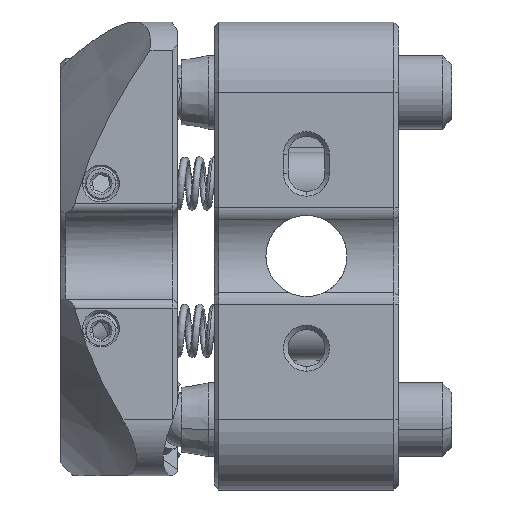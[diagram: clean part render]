
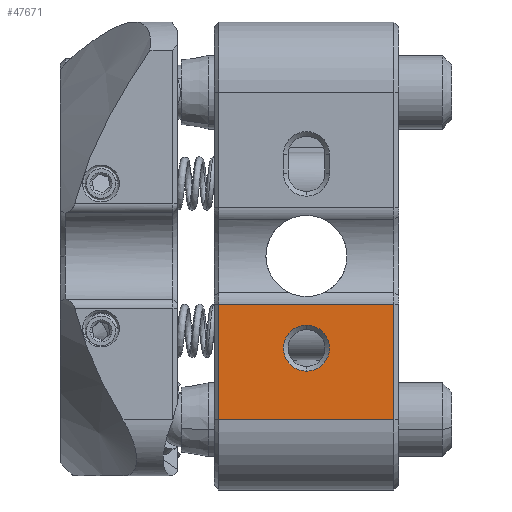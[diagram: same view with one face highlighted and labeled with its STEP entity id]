
A CAD part, front view. The second image highlights one B-rep face of the part: STEP entity #47671.
In plain terms, the highlighted planar face has unit normal (0, -1, 0).
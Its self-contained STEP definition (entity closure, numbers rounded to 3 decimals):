
#2074 = LINE ( 'NONE', #65929, #3178 ) ;
#3178 = VECTOR ( 'NONE', #72674, 1000. ) ;
#4577 = CARTESIAN_POINT ( 'NONE',  ( -4.75, -12.7, -8.89 ) ) ;
#4803 = VERTEX_POINT ( 'NONE', #90997 ) ;
#5648 = EDGE_CURVE ( 'NONE', #63608, #62878, #81534, .T. ) ;
#7880 = PLANE ( 'NONE',  #66143 ) ;
#10331 = EDGE_CURVE ( 'NONE', #91438, #63608, #2074, .T. ) ;
#13996 = VECTOR ( 'NONE', #69841, 1000. ) ;
#14566 = EDGE_LOOP ( 'NONE', ( #81808, #76992, #24491, #16857 ) ) ;
#15969 = VERTEX_POINT ( 'NONE', #89084 ) ;
#16857 = ORIENTED_EDGE ( 'NONE', *, *, #22184, .T. ) ;
#19003 = DIRECTION ( 'NONE',  ( 0., 0., 1. ) ) ;
#22184 = EDGE_CURVE ( 'NONE', #62878, #4803, #45871, .T. ) ;
#22240 = CARTESIAN_POINT ( 'NONE',  ( 5., -12.7, 12.7 ) ) ;
#23195 = DIRECTION ( 'NONE',  ( 0., 0., 1. ) ) ;
#24491 = ORIENTED_EDGE ( 'NONE', *, *, #5648, .T. ) ;
#25924 = CARTESIAN_POINT ( 'NONE',  ( 4.75, -12.7, -2.646 ) ) ;
#26654 = DIRECTION ( 'NONE',  ( 0., 1., 0. ) ) ;
#27375 = CARTESIAN_POINT ( 'NONE',  ( 0., -12.7, -5. ) ) ;
#27822 = AXIS2_PLACEMENT_3D ( 'NONE', #42012, #26654, #19003 ) ;
#29814 = EDGE_CURVE ( 'NONE', #87762, #15969, #88450, .T. ) ;
#32716 = CARTESIAN_POINT ( 'NONE',  ( -5., -12.7, -2.646 ) ) ;
#32921 = CARTESIAN_POINT ( 'NONE',  ( -4.75, -12.7, -2.646 ) ) ;
#34025 = VECTOR ( 'NONE', #47746, 1000. ) ;
#36484 = EDGE_LOOP ( 'NONE', ( #67210, #62531 ) ) ;
#42012 = CARTESIAN_POINT ( 'NONE',  ( 0., -12.7, -5. ) ) ;
#45871 = LINE ( 'NONE', #25924, #72142 ) ;
#45988 = FACE_OUTER_BOUND ( 'NONE', #14566, .T. ) ;
#47497 = CARTESIAN_POINT ( 'NONE',  ( 5., -12.7, -8.89 ) ) ;
#47671 = ADVANCED_FACE ( 'NONE', ( #90563, #45988 ), #7880, .F. ) ;
#47746 = DIRECTION ( 'NONE',  ( -1., 0., 0. ) ) ;
#49141 = DIRECTION ( 'NONE',  ( 0., 1., 0. ) ) ;
#51982 = DIRECTION ( 'NONE',  ( 0., 1., 0. ) ) ;
#52620 = AXIS2_PLACEMENT_3D ( 'NONE', #27375, #49141, #56760 ) ;
#56760 = DIRECTION ( 'NONE',  ( 0., 0., 1. ) ) ;
#60756 = CARTESIAN_POINT ( 'NONE',  ( 4.75, -12.7, -8.89 ) ) ;
#62531 = ORIENTED_EDGE ( 'NONE', *, *, #29814, .T. ) ;
#62878 = VERTEX_POINT ( 'NONE', #60756 ) ;
#63608 = VERTEX_POINT ( 'NONE', #4577 ) ;
#65929 = CARTESIAN_POINT ( 'NONE',  ( -4.75, -12.7, 12.7 ) ) ;
#66143 = AXIS2_PLACEMENT_3D ( 'NONE', #22240, #51982, #23195 ) ;
#67210 = ORIENTED_EDGE ( 'NONE', *, *, #84431, .T. ) ;
#69841 = DIRECTION ( 'NONE',  ( 1., 0., 0. ) ) ;
#72142 = VECTOR ( 'NONE', #85049, 1000. ) ;
#72630 = EDGE_CURVE ( 'NONE', #4803, #91438, #79711, .T. ) ;
#72674 = DIRECTION ( 'NONE',  ( 0., 0., -1. ) ) ;
#76992 = ORIENTED_EDGE ( 'NONE', *, *, #10331, .T. ) ;
#79711 = LINE ( 'NONE', #32716, #34025 ) ;
#80187 = CIRCLE ( 'NONE', #27822, 1.25 ) ;
#81534 = LINE ( 'NONE', #47497, #13996 ) ;
#81808 = ORIENTED_EDGE ( 'NONE', *, *, #72630, .T. ) ;
#84431 = EDGE_CURVE ( 'NONE', #15969, #87762, #80187, .T. ) ;
#85049 = DIRECTION ( 'NONE',  ( 0., 0., 1. ) ) ;
#87762 = VERTEX_POINT ( 'NONE', #91439 ) ;
#88450 = CIRCLE ( 'NONE', #52620, 1.25 ) ;
#89084 = CARTESIAN_POINT ( 'NONE',  ( 0., -12.7, -6.25 ) ) ;
#90563 = FACE_BOUND ( 'NONE', #36484, .T. ) ;
#90997 = CARTESIAN_POINT ( 'NONE',  ( 4.75, -12.7, -2.646 ) ) ;
#91438 = VERTEX_POINT ( 'NONE', #32921 ) ;
#91439 = CARTESIAN_POINT ( 'NONE',  ( 0., -12.7, -3.75 ) ) ;
